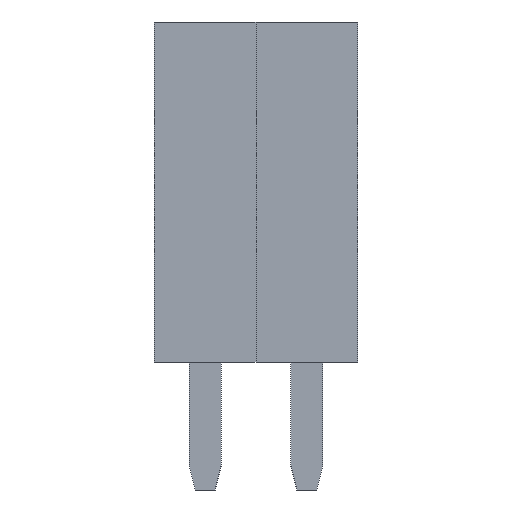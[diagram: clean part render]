
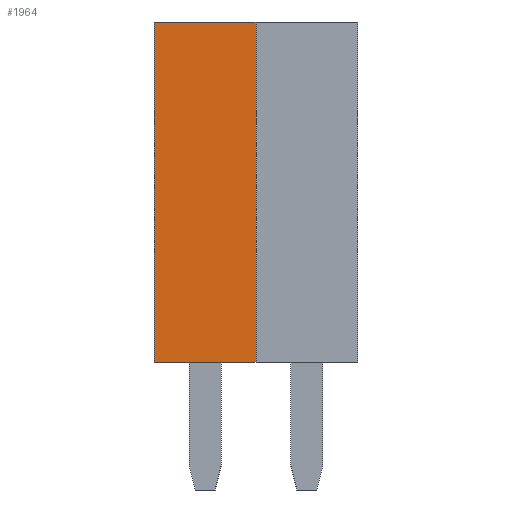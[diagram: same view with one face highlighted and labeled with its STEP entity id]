
A CAD part, front view. The second image highlights one B-rep face of the part: STEP entity #1964.
In plain terms, the highlighted planar face has unit normal (0, -1, 0).
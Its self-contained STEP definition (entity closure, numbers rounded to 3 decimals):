
#43 = VECTOR ( 'NONE', #2483, 1000. ) ;
#93 = VECTOR ( 'NONE', #1981, 1000. ) ;
#163 = DIRECTION ( 'NONE',  ( 0., 0., -1. ) ) ;
#303 = CARTESIAN_POINT ( 'NONE',  ( -1.27, 0., 0. ) ) ;
#655 = DIRECTION ( 'NONE',  ( 0., 0., -1. ) ) ;
#753 = DIRECTION ( 'NONE',  ( -1., 0., 0. ) ) ;
#777 = EDGE_LOOP ( 'NONE', ( #1659, #1980, #2471, #2481 ) ) ;
#779 = PLANE ( 'NONE',  #2422 ) ;
#1121 = EDGE_CURVE ( 'NONE', #4141, #3820, #3935, .T. ) ;
#1649 = VERTEX_POINT ( 'NONE', #303 ) ;
#1659 = ORIENTED_EDGE ( 'NONE', *, *, #3765, .T. ) ;
#1838 = VECTOR ( 'NONE', #163, 1000. ) ;
#1963 = LINE ( 'NONE', #2358, #2478 ) ;
#1964 = ADVANCED_FACE ( 'NONE', ( #4032 ), #779, .F. ) ;
#1980 = ORIENTED_EDGE ( 'NONE', *, *, #4239, .F. ) ;
#1981 = DIRECTION ( 'NONE',  ( 1., 0., 0. ) ) ;
#2289 = CARTESIAN_POINT ( 'NONE',  ( -1.27, 0., 8.5 ) ) ;
#2358 = CARTESIAN_POINT ( 'NONE',  ( 1.27, 0., 8.5 ) ) ;
#2391 = CARTESIAN_POINT ( 'NONE',  ( 1.27, 0., 8.5 ) ) ;
#2422 = AXIS2_PLACEMENT_3D ( 'NONE', #2391, #3468, #753 ) ;
#2471 = ORIENTED_EDGE ( 'NONE', *, *, #1121, .F. ) ;
#2478 = VECTOR ( 'NONE', #655, 1000. ) ;
#2481 = ORIENTED_EDGE ( 'NONE', *, *, #3826, .T. ) ;
#2483 = DIRECTION ( 'NONE',  ( 1., 0., 0. ) ) ;
#2607 = CARTESIAN_POINT ( 'NONE',  ( 1.27, 0., 0. ) ) ;
#3247 = CARTESIAN_POINT ( 'NONE',  ( 1.27, 0., 8.5 ) ) ;
#3468 = DIRECTION ( 'NONE',  ( 0., 1., 0. ) ) ;
#3524 = CARTESIAN_POINT ( 'NONE',  ( 1.27, 0., 0. ) ) ;
#3584 = CARTESIAN_POINT ( 'NONE',  ( 1.27, 0., 8.5 ) ) ;
#3657 = LINE ( 'NONE', #2289, #1838 ) ;
#3765 = EDGE_CURVE ( 'NONE', #1649, #4124, #3833, .T. ) ;
#3820 = VERTEX_POINT ( 'NONE', #3247 ) ;
#3826 = EDGE_CURVE ( 'NONE', #4141, #1649, #3657, .T. ) ;
#3833 = LINE ( 'NONE', #3524, #43 ) ;
#3935 = LINE ( 'NONE', #3584, #93 ) ;
#4032 = FACE_OUTER_BOUND ( 'NONE', #777, .T. ) ;
#4124 = VERTEX_POINT ( 'NONE', #2607 ) ;
#4141 = VERTEX_POINT ( 'NONE', #4424 ) ;
#4239 = EDGE_CURVE ( 'NONE', #3820, #4124, #1963, .T. ) ;
#4424 = CARTESIAN_POINT ( 'NONE',  ( -1.27, 0., 8.5 ) ) ;
